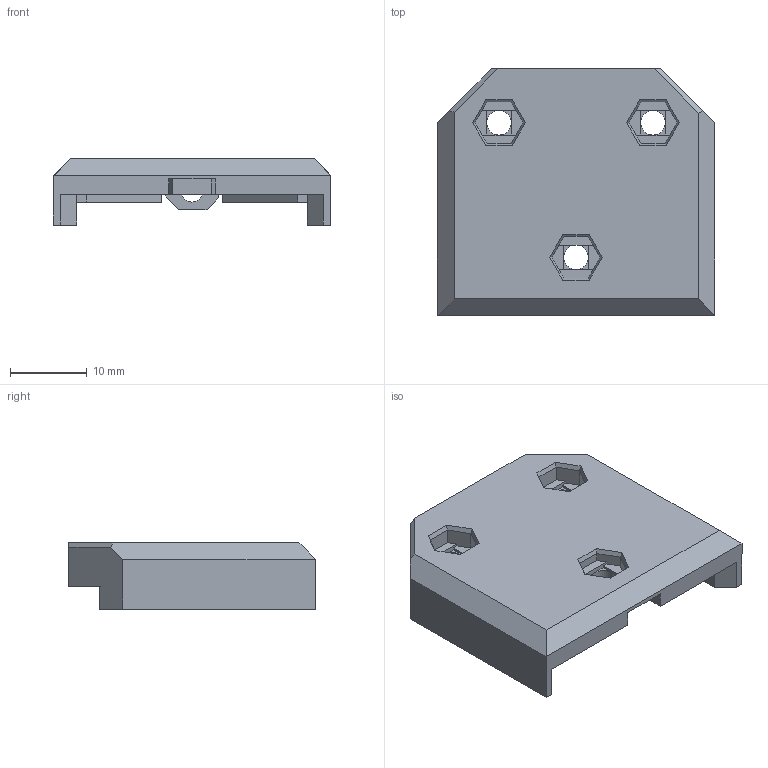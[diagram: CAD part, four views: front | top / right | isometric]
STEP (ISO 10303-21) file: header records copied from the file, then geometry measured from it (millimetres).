
FILE_DESCRIPTION (( 'STEP AP214' ), '1' );
FILE_NAME ('heatbed-cable-cover top.STEP', '2018-01-14T20:00:44', ( '' ), ( '' ), 'SwSTEP 2.0', 'SolidWorks 2017', '' );
FILE_SCHEMA (( 'AUTOMOTIVE_DESIGN' ));
Length unit declared in the file: inch
Products named in the file (1): heatbed-cable-cover top
Bounding box: 36 x 32 x 8.6 mm (x, y, z)
Volume: 4461.6 mm3; surface area: 3725 mm2
Topology: 1 solids, 1 shells, 130 faces, 343 edges, 215 vertices
Faces by surface type: plane 121, cylinder 9
Entity records: 3952 total; most frequent: CARTESIAN_POINT 702, ORIENTED_EDGE 686, DIRECTION 620, EDGE_CURVE 343, LINE 310, VECTOR 310, VERTEX_POINT 215, AXIS2_PLACEMENT_3D 155
